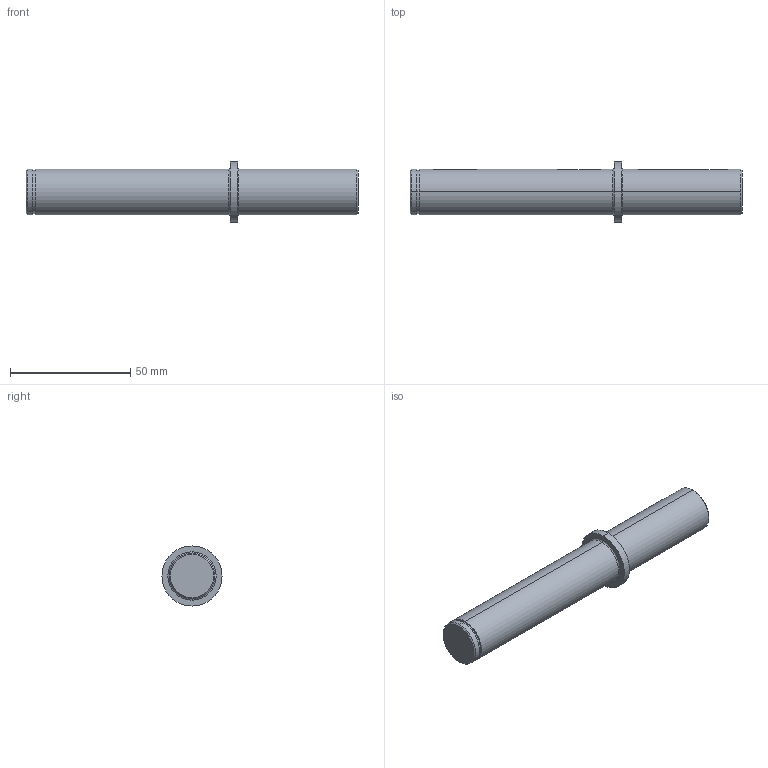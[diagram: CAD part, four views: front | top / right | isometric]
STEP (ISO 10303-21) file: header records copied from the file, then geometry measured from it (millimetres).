
FILE_DESCRIPTION (( 'STEP AP214' ), '1' );
FILE_NAME ('WGA-40M-ACC3.STEP', '2014-10-31T13:06:31', ( '' ), ( '' ), 'SwSTEP 2.0', 'SolidWorks 2014', '' );
FILE_SCHEMA (( 'AUTOMOTIVE_DESIGN' ));
Length unit declared in the file: inch
Products named in the file (1): WGA-40M-ACC3
Bounding box: 137.92 x 25 x 25 mm (x, y, z)
Volume: 38483.5 mm3; surface area: 10015.6 mm2
Topology: 1 solids, 1 shells, 48 faces, 102 edges, 63 vertices
Faces by surface type: cylinder 20, plane 16, cone 8, torus 4
Entity records: 1474 total; most frequent: CARTESIAN_POINT 374, DIRECTION 240, ORIENTED_EDGE 200, EDGE_CURVE 100, AXIS2_PLACEMENT_3D 97, VERTEX_POINT 63, EDGE_LOOP 57, CIRCLE 48
